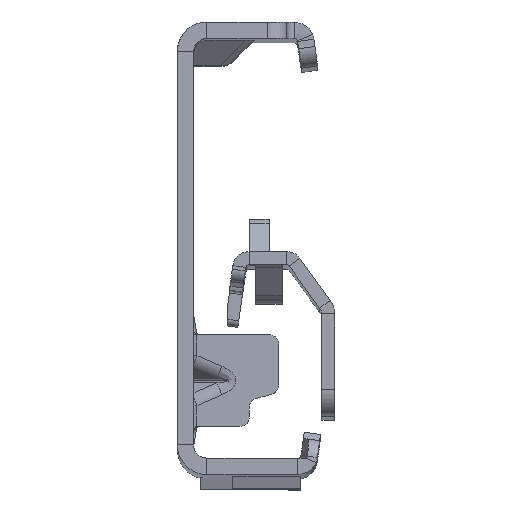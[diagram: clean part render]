
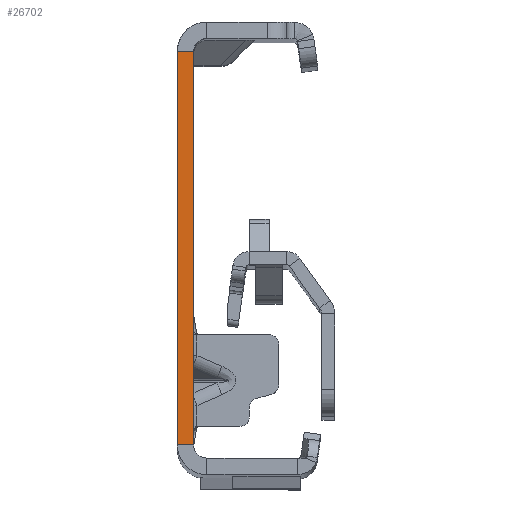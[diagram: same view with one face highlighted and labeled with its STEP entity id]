
A CAD part, top view. The second image highlights one B-rep face of the part: STEP entity #26702.
In plain terms, the highlighted planar face has unit normal (0, 0, 1).
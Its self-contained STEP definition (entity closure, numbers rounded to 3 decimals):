
#81 = CARTESIAN_POINT ( 'NONE',  ( 0., 30., 0. ) ) ;
#238 = ORIENTED_EDGE ( 'NONE', *, *, #16773, .F. ) ;
#610 = VERTEX_POINT ( 'NONE', #5243 ) ;
#2340 = DIRECTION ( 'NONE',  ( 0., -1., 0. ) ) ;
#2585 = LINE ( 'NONE', #39982, #18460 ) ;
#2986 = VECTOR ( 'NONE', #13970, 1000. ) ;
#3339 = CARTESIAN_POINT ( 'NONE',  ( 0., -30., 0. ) ) ;
#5243 = CARTESIAN_POINT ( 'NONE',  ( -2.5, 30., 0. ) ) ;
#9894 = LINE ( 'NONE', #47997, #33413 ) ;
#10130 = DIRECTION ( 'NONE',  ( 0., -1., 0. ) ) ;
#10346 = PLANE ( 'NONE',  #40664 ) ;
#11123 = CARTESIAN_POINT ( 'NONE',  ( -2.5, -30., 0. ) ) ;
#13061 = CARTESIAN_POINT ( 'NONE',  ( 0., 30., 0. ) ) ;
#13647 = DIRECTION ( 'NONE',  ( -1., 0., 0. ) ) ;
#13970 = DIRECTION ( 'NONE',  ( -1., 0., 0. ) ) ;
#16347 = EDGE_LOOP ( 'NONE', ( #238, #37191, #43012, #22667 ) ) ;
#16405 = EDGE_CURVE ( 'NONE', #610, #47790, #9894, .T. ) ;
#16773 = EDGE_CURVE ( 'NONE', #43565, #42671, #2585, .T. ) ;
#18460 = VECTOR ( 'NONE', #2340, 1000. ) ;
#20820 = EDGE_CURVE ( 'NONE', #43565, #610, #25322, .T. ) ;
#21278 = LINE ( 'NONE', #47539, #28704 ) ;
#21455 = FACE_OUTER_BOUND ( 'NONE', #16347, .T. ) ;
#22667 = ORIENTED_EDGE ( 'NONE', *, *, #37431, .F. ) ;
#25322 = LINE ( 'NONE', #13061, #2986 ) ;
#26408 = CARTESIAN_POINT ( 'NONE',  ( -2.5, -32., 0. ) ) ;
#26702 = ADVANCED_FACE ( 'NONE', ( #21455 ), #10346, .T. ) ;
#28704 = VECTOR ( 'NONE', #13647, 1000. ) ;
#33158 = DIRECTION ( 'NONE',  ( 1., 0., 0. ) ) ;
#33413 = VECTOR ( 'NONE', #10130, 1000. ) ;
#37191 = ORIENTED_EDGE ( 'NONE', *, *, #20820, .T. ) ;
#37431 = EDGE_CURVE ( 'NONE', #42671, #47790, #21278, .T. ) ;
#39982 = CARTESIAN_POINT ( 'NONE',  ( 0., -32., 0. ) ) ;
#40664 = AXIS2_PLACEMENT_3D ( 'NONE', #26408, #48706, #33158 ) ;
#42671 = VERTEX_POINT ( 'NONE', #3339 ) ;
#43012 = ORIENTED_EDGE ( 'NONE', *, *, #16405, .T. ) ;
#43565 = VERTEX_POINT ( 'NONE', #81 ) ;
#47539 = CARTESIAN_POINT ( 'NONE',  ( 0., -30., 0. ) ) ;
#47790 = VERTEX_POINT ( 'NONE', #11123 ) ;
#47997 = CARTESIAN_POINT ( 'NONE',  ( -2.5, -32., 0. ) ) ;
#48706 = DIRECTION ( 'NONE',  ( 0., 0., 1. ) ) ;
